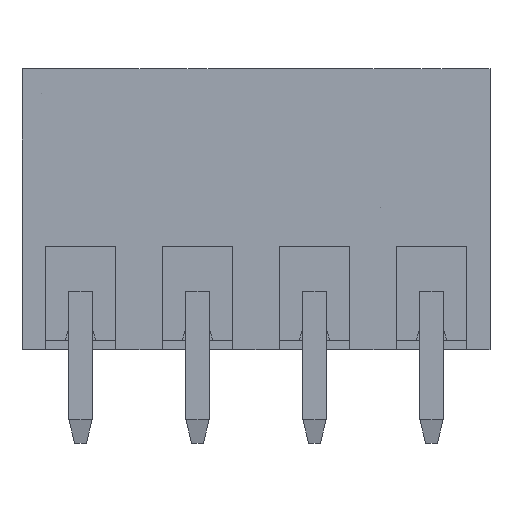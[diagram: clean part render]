
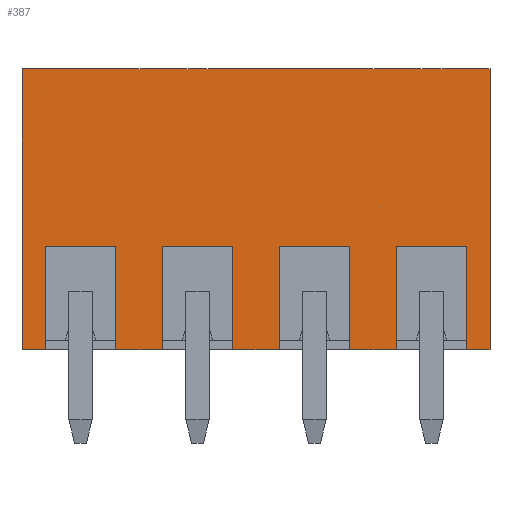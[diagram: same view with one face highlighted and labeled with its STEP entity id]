
A CAD part, front view. The second image highlights one B-rep face of the part: STEP entity #387.
In plain terms, the highlighted planar face has unit normal (0, -1, 0).
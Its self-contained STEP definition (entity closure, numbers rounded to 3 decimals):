
#387 = ADVANCED_FACE( '', ( #831 ), #832, .T. );
#831 = FACE_OUTER_BOUND( '', #1347, .T. );
#832 = PLANE( '', #1348 );
#1347 = EDGE_LOOP( '', ( #2283, #2284, #2285, #2286, #2287, #2288, #2289, #2290, #2291, #2292, #2293, #2294, #2295, #2296, #2297, #2298, #2299, #2300, #2301, #2302 ) );
#1348 = AXIS2_PLACEMENT_3D( '', #2303, #2304, #2305 );
#2283 = ORIENTED_EDGE( '', *, *, #3550, .T. );
#2284 = ORIENTED_EDGE( '', *, *, #3551, .F. );
#2285 = ORIENTED_EDGE( '', *, *, #3552, .F. );
#2286 = ORIENTED_EDGE( '', *, *, #3461, .F. );
#2287 = ORIENTED_EDGE( '', *, *, #3207, .F. );
#2288 = ORIENTED_EDGE( '', *, *, #3553, .T. );
#2289 = ORIENTED_EDGE( '', *, *, #3554, .F. );
#2290 = ORIENTED_EDGE( '', *, *, #3555, .F. );
#2291 = ORIENTED_EDGE( '', *, *, #3556, .F. );
#2292 = ORIENTED_EDGE( '', *, *, #3191, .T. );
#2293 = ORIENTED_EDGE( '', *, *, #3370, .F. );
#2294 = ORIENTED_EDGE( '', *, *, #3289, .F. );
#2295 = ORIENTED_EDGE( '', *, *, #3536, .F. );
#2296 = ORIENTED_EDGE( '', *, *, #3292, .T. );
#2297 = ORIENTED_EDGE( '', *, *, #3300, .F. );
#2298 = ORIENTED_EDGE( '', *, *, #3557, .F. );
#2299 = ORIENTED_EDGE( '', *, *, #3558, .F. );
#2300 = ORIENTED_EDGE( '', *, *, #3559, .T. );
#2301 = ORIENTED_EDGE( '', *, *, #3560, .F. );
#2302 = ORIENTED_EDGE( '', *, *, #3380, .T. );
#2303 = CARTESIAN_POINT( '', ( 10., -4.25, -6. ) );
#2304 = DIRECTION( '', ( 0., -1., 0. ) );
#2305 = DIRECTION( '', ( 0., 0., -1. ) );
#3191 = EDGE_CURVE( '', #3805, #3803, #3806, .T. );
#3207 = EDGE_CURVE( '', #3833, #3834, #3835, .T. );
#3289 = EDGE_CURVE( '', #3980, #3971, #3982, .T. );
#3292 = EDGE_CURVE( '', #3987, #3985, #3988, .T. );
#3300 = EDGE_CURVE( '', #3999, #3985, #4001, .T. );
#3370 = EDGE_CURVE( '', #3971, #3803, #4120, .T. );
#3380 = EDGE_CURVE( '', #4139, #4137, #4140, .T. );
#3461 = EDGE_CURVE( '', #3834, #4265, #4269, .T. );
#3536 = EDGE_CURVE( '', #3987, #3980, #4387, .T. );
#3550 = EDGE_CURVE( '', #4137, #4402, #4403, .T. );
#3551 = EDGE_CURVE( '', #4404, #4402, #4405, .T. );
#3552 = EDGE_CURVE( '', #4265, #4404, #4406, .T. );
#3553 = EDGE_CURVE( '', #3833, #4407, #4408, .T. );
#3554 = EDGE_CURVE( '', #4409, #4407, #4410, .T. );
#3555 = EDGE_CURVE( '', #4411, #4409, #4412, .T. );
#3556 = EDGE_CURVE( '', #3805, #4411, #4413, .T. );
#3557 = EDGE_CURVE( '', #4414, #3999, #4415, .T. );
#3558 = EDGE_CURVE( '', #4416, #4414, #4417, .T. );
#3559 = EDGE_CURVE( '', #4416, #4418, #4419, .T. );
#3560 = EDGE_CURVE( '', #4139, #4418, #4420, .T. );
#3803 = VERTEX_POINT( '', #4711 );
#3805 = VERTEX_POINT( '', #4714 );
#3806 = LINE( '', #4715, #4716 );
#3833 = VERTEX_POINT( '', #4755 );
#3834 = VERTEX_POINT( '', #4756 );
#3835 = LINE( '', #4757, #4758 );
#3971 = VERTEX_POINT( '', #4947 );
#3980 = VERTEX_POINT( '', #4960 );
#3982 = LINE( '', #4963, #4964 );
#3985 = VERTEX_POINT( '', #4967 );
#3987 = VERTEX_POINT( '', #4970 );
#3988 = LINE( '', #4971, #4972 );
#3999 = VERTEX_POINT( '', #4988 );
#4001 = LINE( '', #4991, #4992 );
#4120 = LINE( '', #5169, #5170 );
#4137 = VERTEX_POINT( '', #5194 );
#4139 = VERTEX_POINT( '', #5197 );
#4140 = LINE( '', #5198, #5199 );
#4265 = VERTEX_POINT( '', #5378 );
#4269 = LINE( '', #5385, #5386 );
#4387 = LINE( '', #5561, #5562 );
#4402 = VERTEX_POINT( '', #5584 );
#4403 = LINE( '', #5585, #5586 );
#4404 = VERTEX_POINT( '', #5587 );
#4405 = LINE( '', #5588, #5589 );
#4406 = LINE( '', #5590, #5591 );
#4407 = VERTEX_POINT( '', #5592 );
#4408 = LINE( '', #5593, #5594 );
#4409 = VERTEX_POINT( '', #5595 );
#4410 = LINE( '', #5596, #5597 );
#4411 = VERTEX_POINT( '', #5598 );
#4412 = LINE( '', #5599, #5600 );
#4413 = LINE( '', #5601, #5602 );
#4414 = VERTEX_POINT( '', #5603 );
#4415 = LINE( '', #5604, #5605 );
#4416 = VERTEX_POINT( '', #5606 );
#4417 = LINE( '', #5607, #5608 );
#4418 = VERTEX_POINT( '', #5609 );
#4419 = LINE( '', #5610, #5611 );
#4420 = LINE( '', #5612, #5613 );
#4711 = CARTESIAN_POINT( '', ( -1., -4.25, -6. ) );
#4714 = CARTESIAN_POINT( '', ( -1., -4.25, -1.6 ) );
#4715 = CARTESIAN_POINT( '', ( -1., -4.25, -5.6 ) );
#4716 = VECTOR( '', #6023, 1000. );
#4755 = CARTESIAN_POINT( '', ( -6., -4.25, -1.6 ) );
#4756 = CARTESIAN_POINT( '', ( -9., -4.25, -1.6 ) );
#4757 = CARTESIAN_POINT( '', ( -6., -4.25, -1.6 ) );
#4758 = VECTOR( '', #6036, 1000. );
#4947 = CARTESIAN_POINT( '', ( 1., -4.25, -6. ) );
#4960 = CARTESIAN_POINT( '', ( 1., -4.25, -1.6 ) );
#4963 = CARTESIAN_POINT( '', ( 1., -4.25, -5.6 ) );
#4964 = VECTOR( '', #6134, 1000. );
#4967 = CARTESIAN_POINT( '', ( 4., -4.25, -6. ) );
#4970 = CARTESIAN_POINT( '', ( 4., -4.25, -1.6 ) );
#4971 = CARTESIAN_POINT( '', ( 4., -4.25, -5.6 ) );
#4972 = VECTOR( '', #6136, 1000. );
#4988 = CARTESIAN_POINT( '', ( 6., -4.25, -6. ) );
#4991 = CARTESIAN_POINT( '', ( 10., -4.25, -6. ) );
#4992 = VECTOR( '', #6143, 1000. );
#5169 = CARTESIAN_POINT( '', ( 10., -4.25, -6. ) );
#5170 = VECTOR( '', #6205, 1000. );
#5194 = CARTESIAN_POINT( '', ( 10., -4.25, 6. ) );
#5197 = CARTESIAN_POINT( '', ( 10., -4.25, -6. ) );
#5198 = CARTESIAN_POINT( '', ( 10., -4.25, -6. ) );
#5199 = VECTOR( '', #6214, 1000. );
#5378 = CARTESIAN_POINT( '', ( -9., -4.25, -6. ) );
#5385 = CARTESIAN_POINT( '', ( -9., -4.25, -5.6 ) );
#5386 = VECTOR( '', #6293, 1000. );
#5561 = CARTESIAN_POINT( '', ( 4., -4.25, -1.6 ) );
#5562 = VECTOR( '', #6351, 1000. );
#5584 = CARTESIAN_POINT( '', ( -10., -4.25, 6. ) );
#5585 = CARTESIAN_POINT( '', ( 10., -4.25, 6. ) );
#5586 = VECTOR( '', #6359, 1000. );
#5587 = CARTESIAN_POINT( '', ( -10., -4.25, -6. ) );
#5588 = CARTESIAN_POINT( '', ( -10., -4.25, -6. ) );
#5589 = VECTOR( '', #6360, 1000. );
#5590 = CARTESIAN_POINT( '', ( 10., -4.25, -6. ) );
#5591 = VECTOR( '', #6361, 1000. );
#5592 = CARTESIAN_POINT( '', ( -6., -4.25, -6. ) );
#5593 = CARTESIAN_POINT( '', ( -6., -4.25, -5.6 ) );
#5594 = VECTOR( '', #6362, 1000. );
#5595 = CARTESIAN_POINT( '', ( -4., -4.25, -6. ) );
#5596 = CARTESIAN_POINT( '', ( 10., -4.25, -6. ) );
#5597 = VECTOR( '', #6363, 1000. );
#5598 = CARTESIAN_POINT( '', ( -4., -4.25, -1.6 ) );
#5599 = CARTESIAN_POINT( '', ( -4., -4.25, -5.6 ) );
#5600 = VECTOR( '', #6364, 1000. );
#5601 = CARTESIAN_POINT( '', ( -1., -4.25, -1.6 ) );
#5602 = VECTOR( '', #6365, 1000. );
#5603 = CARTESIAN_POINT( '', ( 6., -4.25, -1.6 ) );
#5604 = CARTESIAN_POINT( '', ( 6., -4.25, -5.6 ) );
#5605 = VECTOR( '', #6366, 1000. );
#5606 = CARTESIAN_POINT( '', ( 9., -4.25, -1.6 ) );
#5607 = CARTESIAN_POINT( '', ( 9., -4.25, -1.6 ) );
#5608 = VECTOR( '', #6367, 1000. );
#5609 = CARTESIAN_POINT( '', ( 9., -4.25, -6. ) );
#5610 = CARTESIAN_POINT( '', ( 9., -4.25, -5.6 ) );
#5611 = VECTOR( '', #6368, 1000. );
#5612 = CARTESIAN_POINT( '', ( 10., -4.25, -6. ) );
#5613 = VECTOR( '', #6369, 1000. );
#6023 = DIRECTION( '', ( 0., 0., -1. ) );
#6036 = DIRECTION( '', ( -1., 0., 0. ) );
#6134 = DIRECTION( '', ( 0., 0., -1. ) );
#6136 = DIRECTION( '', ( 0., 0., -1. ) );
#6143 = DIRECTION( '', ( -1., 0., 0. ) );
#6205 = DIRECTION( '', ( -1., 0., 0. ) );
#6214 = DIRECTION( '', ( 0., 0., 1. ) );
#6293 = DIRECTION( '', ( 0., 0., -1. ) );
#6351 = DIRECTION( '', ( -1., 0., 0. ) );
#6359 = DIRECTION( '', ( -1., 0., 0. ) );
#6360 = DIRECTION( '', ( 0., 0., 1. ) );
#6361 = DIRECTION( '', ( -1., 0., 0. ) );
#6362 = DIRECTION( '', ( 0., 0., -1. ) );
#6363 = DIRECTION( '', ( -1., 0., 0. ) );
#6364 = DIRECTION( '', ( 0., 0., -1. ) );
#6365 = DIRECTION( '', ( -1., 0., 0. ) );
#6366 = DIRECTION( '', ( 0., 0., -1. ) );
#6367 = DIRECTION( '', ( -1., 0., 0. ) );
#6368 = DIRECTION( '', ( 0., 0., -1. ) );
#6369 = DIRECTION( '', ( -1., 0., 0. ) );
